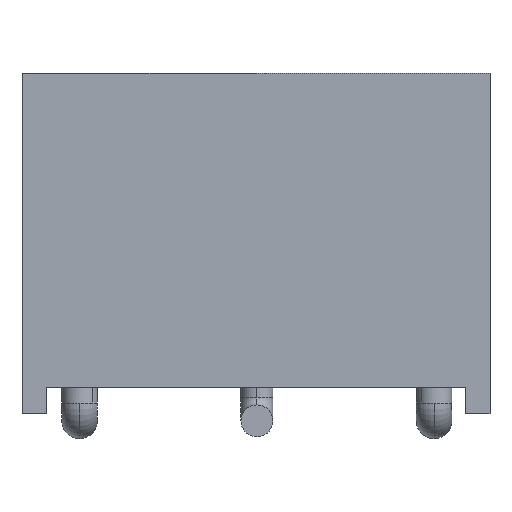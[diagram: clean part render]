
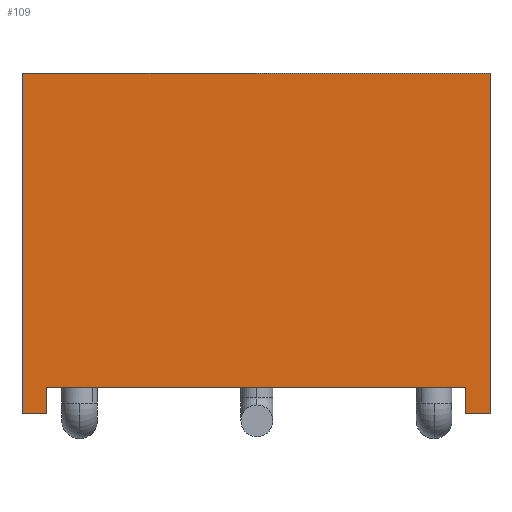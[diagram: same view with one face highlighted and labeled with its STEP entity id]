
A CAD part, front view. The second image highlights one B-rep face of the part: STEP entity #109.
In plain terms, the highlighted planar face has unit normal (0, -1, 0).
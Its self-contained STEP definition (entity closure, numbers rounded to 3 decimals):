
#109=ADVANCED_FACE('',(#636),#637,.T.);
#636=FACE_OUTER_BOUND('',#1600,.T.);
#637=PLANE('',#1601);
#1600=EDGE_LOOP('',(#3456,#3457,#3458,#3459,#3460,#3461,#3462,#3463));
#1601=AXIS2_PLACEMENT_3D('',#3464,#3465,#3466);
#3456=ORIENTED_EDGE('',*,*,#7139,.F.);
#3457=ORIENTED_EDGE('',*,*,#7120,.T.);
#3458=ORIENTED_EDGE('',*,*,#7134,.T.);
#3459=ORIENTED_EDGE('',*,*,#6748,.F.);
#3460=ORIENTED_EDGE('',*,*,#7070,.F.);
#3461=ORIENTED_EDGE('',*,*,#7123,.T.);
#3462=ORIENTED_EDGE('',*,*,#7140,.T.);
#3463=ORIENTED_EDGE('',*,*,#7092,.T.);
#3464=CARTESIAN_POINT('',(-1.511,-4.801,-2.017));
#3465=DIRECTION('',(0.0,-1.0,0.0));
#3466=DIRECTION('',(0.0,0.0,-1.0));
#6748=EDGE_CURVE('',#8415,#8417,#8418,.T.);
#7070=EDGE_CURVE('',#9049,#8415,#9051,.T.);
#7092=EDGE_CURVE('',#9091,#9089,#9092,.T.);
#7120=EDGE_CURVE('',#9132,#9129,#9133,.T.);
#7123=EDGE_CURVE('',#9049,#9137,#9138,.T.);
#7134=EDGE_CURVE('',#9129,#8417,#9155,.T.);
#7139=EDGE_CURVE('',#9132,#9089,#9160,.T.);
#7140=EDGE_CURVE('',#9137,#9091,#9161,.T.);
#8415=VERTEX_POINT('',#10692);
#8417=VERTEX_POINT('',#10695);
#8418=LINE('',#10696,#10697);
#9049=VERTEX_POINT('',#11621);
#9051=LINE('',#11624,#11625);
#9089=VERTEX_POINT('',#11683);
#9091=VERTEX_POINT('',#11686);
#9092=LINE('',#11687,#11688);
#9129=VERTEX_POINT('',#11745);
#9132=VERTEX_POINT('',#11749);
#9133=LINE('',#11750,#11751);
#9137=VERTEX_POINT('',#11757);
#9138=LINE('',#11758,#11759);
#9155=LINE('',#11786,#11787);
#9160=LINE('',#11796,#11797);
#9161=LINE('',#11798,#11799);
#10692=CARTESIAN_POINT('',(-1.511,-4.801,2.86));
#10695=CARTESIAN_POINT('',(5.194,-4.801,2.86));
#10696=CARTESIAN_POINT('',(-1.511,-4.801,2.86));
#10697=VECTOR('',#14149,6.706);
#11621=CARTESIAN_POINT('',(-1.511,-4.801,-2.017));
#11624=CARTESIAN_POINT('',(-1.511,-4.801,-2.017));
#11625=VECTOR('',#14525,4.877);
#11683=CARTESIAN_POINT('',(4.839,-4.801,-1.636));
#11686=CARTESIAN_POINT('',(-1.156,-4.801,-1.636));
#11687=CARTESIAN_POINT('',(-1.156,-4.801,-1.636));
#11688=VECTOR('',#14547,5.994);
#11745=CARTESIAN_POINT('',(5.194,-4.801,-2.017));
#11749=CARTESIAN_POINT('',(4.839,-4.801,-2.017));
#11750=CARTESIAN_POINT('',(4.839,-4.801,-2.017));
#11751=VECTOR('',#14587,0.356);
#11757=CARTESIAN_POINT('',(-1.156,-4.801,-2.017));
#11758=CARTESIAN_POINT('',(-1.511,-4.801,-2.017));
#11759=VECTOR('',#14590,0.356);
#11786=CARTESIAN_POINT('',(5.194,-4.801,-2.017));
#11787=VECTOR('',#14601,4.877);
#11796=CARTESIAN_POINT('',(4.839,-4.801,-2.017));
#11797=VECTOR('',#14606,0.381);
#11798=CARTESIAN_POINT('',(-1.156,-4.801,-2.017));
#11799=VECTOR('',#14607,0.381);
#14149=DIRECTION('',(1.0,0.0,0.0));
#14525=DIRECTION('',(0.0,0.0,1.0));
#14547=DIRECTION('',(1.0,0.0,0.0));
#14587=DIRECTION('',(1.0,0.0,0.0));
#14590=DIRECTION('',(1.0,0.0,0.0));
#14601=DIRECTION('',(0.0,0.0,1.0));
#14606=DIRECTION('',(0.0,0.0,1.0));
#14607=DIRECTION('',(0.0,0.0,1.0));
